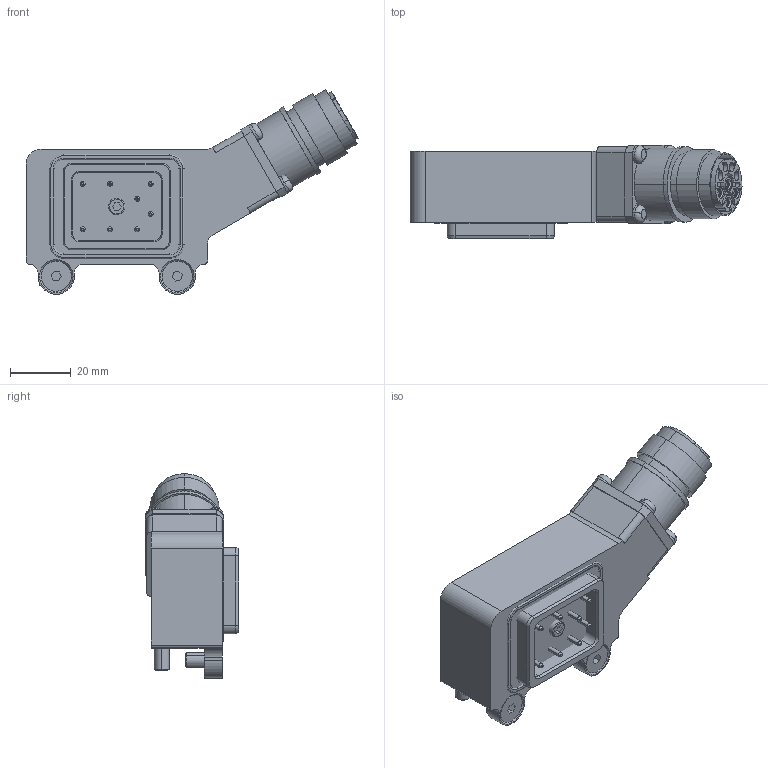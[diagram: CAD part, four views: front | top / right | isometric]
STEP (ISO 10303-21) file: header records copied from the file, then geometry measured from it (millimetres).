
FILE_DESCRIPTION (( 'STEP AP203' ), '1' );
FILE_NAME ('P1376.STEP', '2019-05-13T11:52:22', ( 'RSPlokal' ), ( 'Microsoft' ), 'SwSTEP 2.0', 'SolidWorks 2017', '' );
FILE_SCHEMA (( 'CONFIG_CONTROL_DESIGN' ));
Length unit declared in the file: millimetre
Products named in the file (1): P1376
Bounding box: 109.74 x 31 x 67.64 mm (x, y, z)
Volume: 81066.5 mm3; surface area: 34571.8 mm2
Topology: 29 solids, 33 shells, 1221 faces, 2968 edges, 1923 vertices
Faces by surface type: cylinder 526, plane 420, cone 146, torus 76, bspline 53
Entity records: 40466 total; most frequent: CARTESIAN_POINT 11562, DIRECTION 6075, ORIENTED_EDGE 5880, EDGE_CURVE 2940, AXIS2_PLACEMENT_3D 2380, VERTEX_POINT 1923, EDGE_LOOP 1447, LINE 1315
